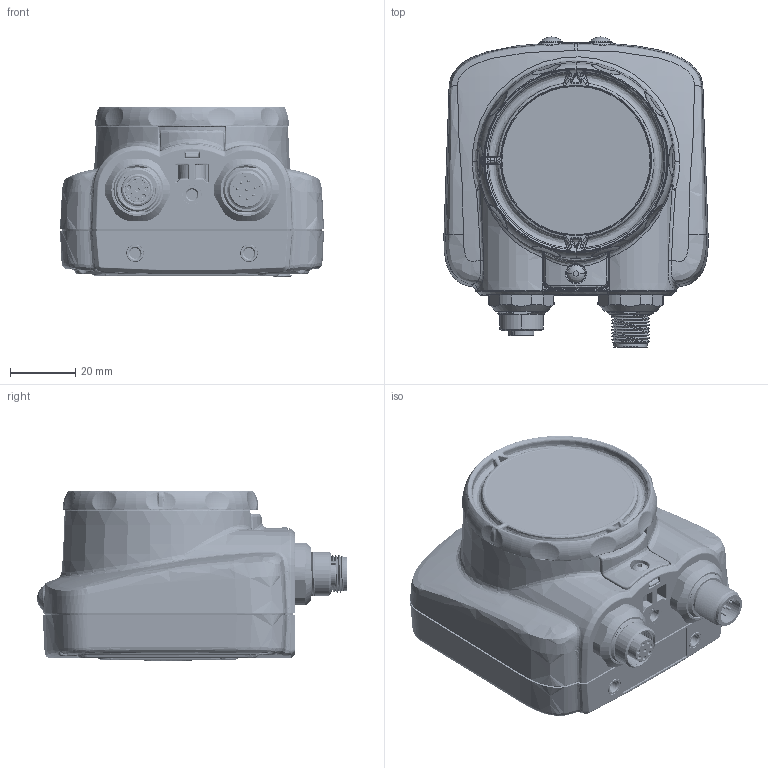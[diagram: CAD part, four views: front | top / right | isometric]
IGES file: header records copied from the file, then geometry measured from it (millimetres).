
Start section:  PTC IGES file: 143907.igs
Global section: file name: 143907.igs; native system: Pro/ENGINEER by Parametric Technology Corporation; preprocessor: 2006170; author: banengservice; organization: Unknown; date: 20081210.090053; units: inch
Bounding box: 81.17 x 95.25 x 52.35 mm (x, y, z)
Volume: 88704.3 mm3; surface area: 72460.9 mm2
Topology: 1 solids, 1 shells, 3327 faces, 8053 edges, 4776 vertices
Faces by surface type: bspline 1681, revolution 1623, extrusion 23
